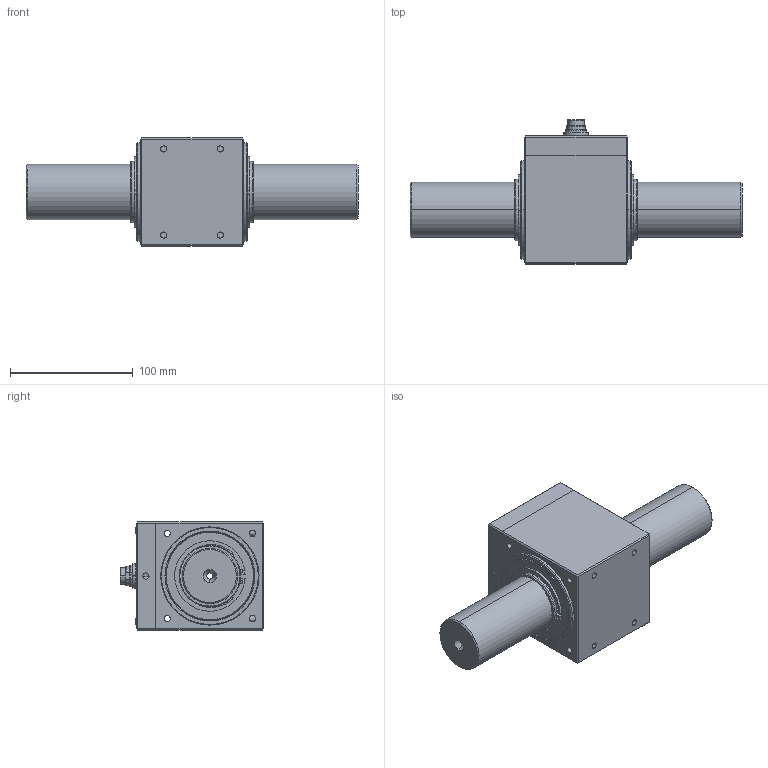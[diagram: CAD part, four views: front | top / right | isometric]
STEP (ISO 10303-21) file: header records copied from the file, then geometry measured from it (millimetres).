
FILE_DESCRIPTION (( 'STEP AP214' ), '1' );
FILE_NAME ('DRVL-IV.STEP', '2017-06-12T08:46:44', ( 'nsi' ), ( '' ), 'SwSTEP 2.0', 'SolidWorks 2017', '' );
FILE_SCHEMA (( 'AUTOMOTIVE_DESIGN' ));
Length unit declared in the file: millimetre
Products named in the file (2): DRVL-IV
Bounding box: 270 x 117.1 x 88 mm (x, y, z)
Surface area: 88838.7 mm2 (no closed solid volume)
Topology: 0 solids, 22 shells, 332 faces, 993 edges, 675 vertices
Faces by surface type: cylinder 115, plane 112, cone 58, torus 37, sphere 10
Entity records: 14928 total; most frequent: CARTESIAN_POINT 2309, DIRECTION 2131, ORIENTED_EDGE 1611, EDGE_CURVE 993, AXIS2_PLACEMENT_3D 852, VERTEX_POINT 675, CIRCLE 518, VECTOR 427
